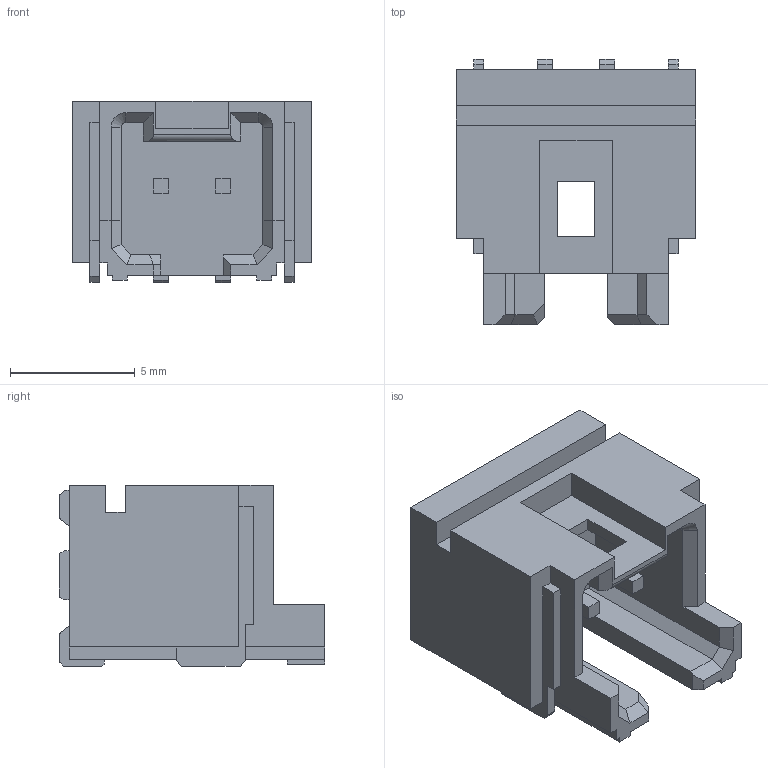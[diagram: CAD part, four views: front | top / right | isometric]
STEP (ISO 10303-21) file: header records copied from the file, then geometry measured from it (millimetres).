
FILE_DESCRIPTION(/* description */ (''),/* implementation_level */ '2;1');
FILE_NAME(/* name */ '2159310271wbm000_01_214.stp',/* time_stamp */ '2023-11-22T08:44:55+05:00',/* author */ (''),/* organization */ (''),/* preprocessor_version */ 'ST-DEVELOPER v16.7',/* originating_system */ 'SIEMENS PLM Software NX 1919',/* authorisation */ '');
FILE_SCHEMA (('AUTOMOTIVE_DESIGN { 1 0 10303 214 3 1 1 1 }'));
Length unit declared in the file: millimetre
Products named in the file (1): 2159310271wbm000_01
Bounding box: 9.6 x 10.65 x 7.3 mm (x, y, z)
Volume: 357.2 mm3; surface area: 605.6 mm2
Topology: 1 solids, 1 shells, 154 faces, 425 edges, 279 vertices
Faces by surface type: plane 139, cylinder 13, cone 1, bspline 1
Entity records: 4925 total; most frequent: CARTESIAN_POINT 956, ORIENTED_EDGE 850, DIRECTION 755, EDGE_CURVE 425, LINE 395, VECTOR 395, VERTEX_POINT 279, AXIS2_PLACEMENT_3D 180
